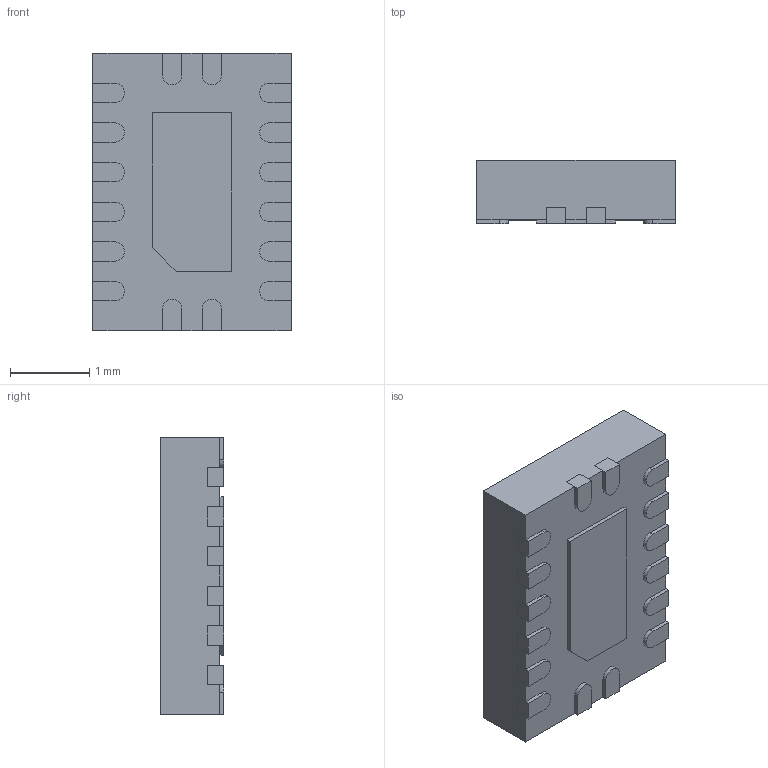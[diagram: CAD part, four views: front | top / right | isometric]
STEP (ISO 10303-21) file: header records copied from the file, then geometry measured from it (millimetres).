
FILE_DESCRIPTION (( 'STEP AP214' ), '1' );
FILE_NAME ('SN74HCS594BQBR.STEP', '2022-06-09T02:31:17', ( '' ), ( '' ), 'SwSTEP 2.0', 'SolidWorks 2017', '' );
FILE_SCHEMA (( 'AUTOMOTIVE_DESIGN' ));
Length unit declared in the file: millimetre
Products named in the file (1): SN74HCS594BQBR
Bounding box: 2.5 x 0.8 x 3.5 mm (x, y, z)
Volume: 6.7 mm3; surface area: 39.3 mm2
Topology: 19 solids, 19 shells, 184 faces, 435 edges, 290 vertices
Faces by surface type: plane 144, cylinder 40
Entity records: 5455 total; most frequent: CARTESIAN_POINT 910, DIRECTION 885, ORIENTED_EDGE 870, EDGE_CURVE 435, LINE 355, VECTOR 355, VERTEX_POINT 290, AXIS2_PLACEMENT_3D 265
